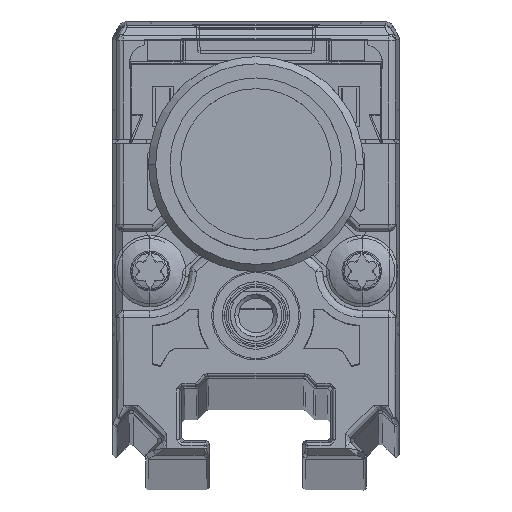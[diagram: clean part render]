
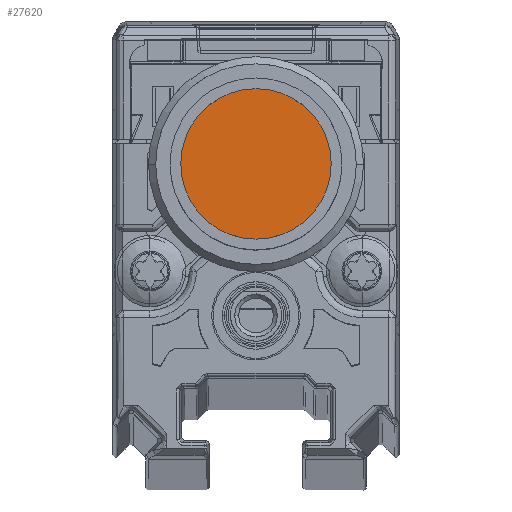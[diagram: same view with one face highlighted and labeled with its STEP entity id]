
A CAD part, top view. The second image highlights one B-rep face of the part: STEP entity #27620.
In plain terms, the highlighted face is planar.
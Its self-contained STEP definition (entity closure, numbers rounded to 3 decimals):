
#26820=CARTESIAN_POINT('',(0.,0.,0.));
#26821=DIRECTION('',(0.,-1.,0.));
#26822=DIRECTION('',(1.,0.,0.));
#26823=AXIS2_PLACEMENT_3D('',#26820,#26821,#26822);
#26825=CARTESIAN_POINT('',(0.,0.,0.));
#26826=DIRECTION('',(0.,-1.,0.));
#26827=DIRECTION('',(-1.,0.,0.));
#26828=AXIS2_PLACEMENT_3D('',#26825,#26826,#26827);
#26926=CARTESIAN_POINT('',(-5.25,0.,0.));
#26927=VERTEX_POINT('',#26926);
#26928=CARTESIAN_POINT('',(5.25,0.,0.));
#26929=VERTEX_POINT('',#26928);
#27611=CARTESIAN_POINT('',(0.,0.,0.));
#27612=DIRECTION('',(0.,-1.,0.));
#27613=DIRECTION('',(1.,0.,0.));
#27614=AXIS2_PLACEMENT_3D('',#27611,#27612,#27613);
#27615=PLANE('',#27614);
#27616=ORIENTED_EDGE('',*,*,#27597,.T.);
#27617=ORIENTED_EDGE('',*,*,#27579,.T.);
#27618=EDGE_LOOP('',(#27616,#27617));
#27619=FACE_OUTER_BOUND('',#27618,.F.);
#27620=ADVANCED_FACE('',(#27619),#27615,.F.);
#26824=CIRCLE('',#26823,5.25);
#26829=CIRCLE('',#26828,5.25);
#27579=EDGE_CURVE('',#26927,#26929,#26829,.T.);
#27597=EDGE_CURVE('',#26929,#26927,#26824,.T.);
